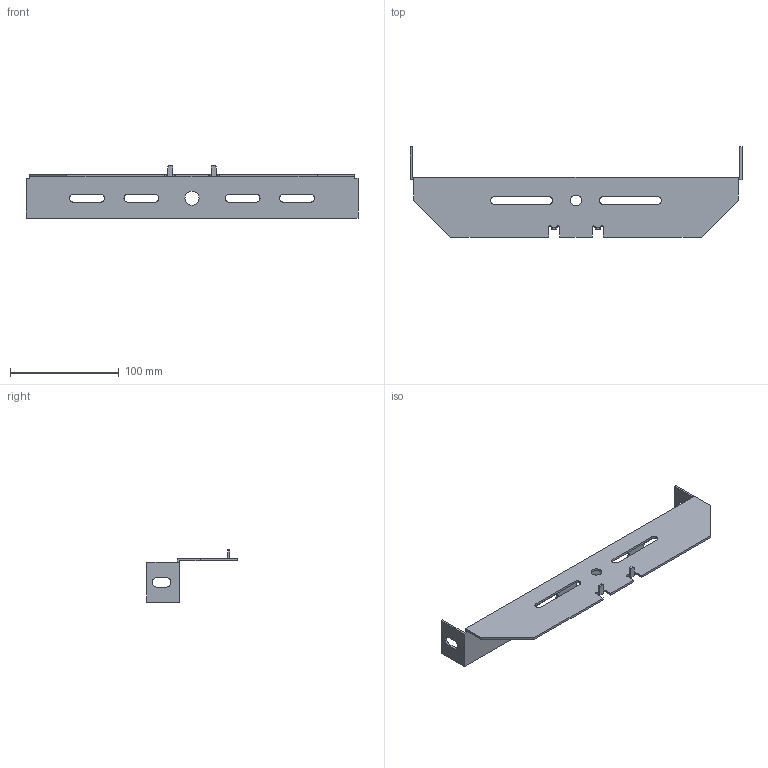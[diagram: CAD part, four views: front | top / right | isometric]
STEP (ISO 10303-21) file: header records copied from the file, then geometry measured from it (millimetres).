
FILE_DESCRIPTION (( 'STEP AP214' ), '1' );
FILE_NAME ('6358888.stp', '2017-03-28T06:09:25', ( '' ), ( '' ), 'SwSTEP 2.0', 'SolidWorks 2016', '' );
FILE_SCHEMA (( 'AUTOMOTIVE_DESIGN' ));
Length unit declared in the file: millimetre
Products named in the file (1): 6358888
Bounding box: 305 x 83 x 48 mm (x, y, z)
Volume: 53309.2 mm3; surface area: 56593.3 mm2
Topology: 1 solids, 1 shells, 85 faces, 250 edges, 167 vertices
Faces by surface type: plane 50, cylinder 31, bspline 4
Entity records: 3240 total; most frequent: CARTESIAN_POINT 863, ORIENTED_EDGE 500, DIRECTION 468, EDGE_CURVE 250, LINE 180, VECTOR 180, VERTEX_POINT 167, AXIS2_PLACEMENT_3D 144
